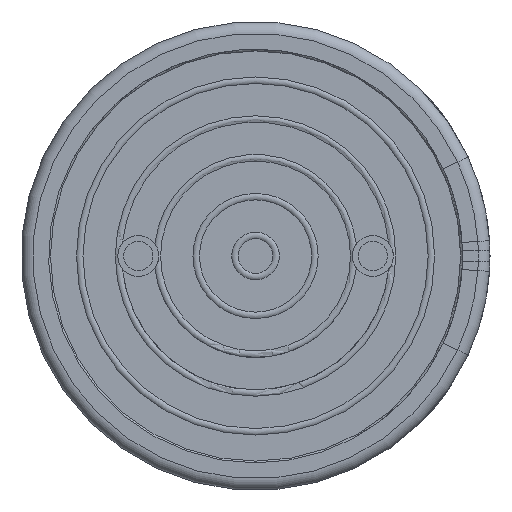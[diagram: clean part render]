
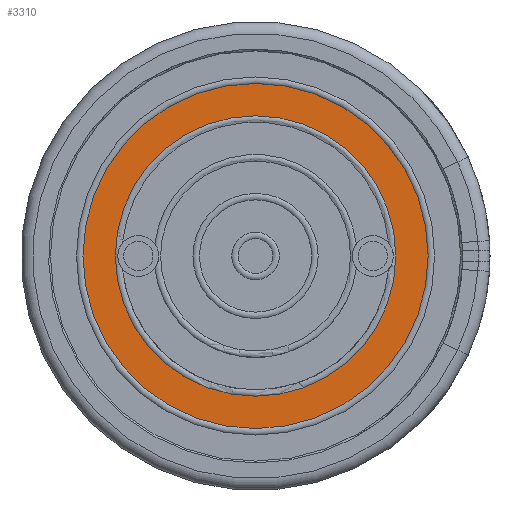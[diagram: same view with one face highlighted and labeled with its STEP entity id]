
A CAD part, front view. The second image highlights one B-rep face of the part: STEP entity #3310.
In plain terms, the highlighted planar face has unit normal (0, -1, 0).
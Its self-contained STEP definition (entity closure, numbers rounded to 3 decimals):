
#65=FACE_BOUND('',#495,.T.);
#225=PLANE('',#3691);
#348=FACE_OUTER_BOUND('',#494,.T.);
#494=EDGE_LOOP('',(#2962,#2963));
#495=EDGE_LOOP('',(#2964,#2965));
#1024=CIRCLE('',#3659,2.945);
#1025=CIRCLE('',#3660,2.945);
#1047=CIRCLE('',#3689,2.393);
#1048=CIRCLE('',#3690,2.393);
#1447=VERTEX_POINT('',#6462);
#1448=VERTEX_POINT('',#6463);
#1467=VERTEX_POINT('',#6516);
#1468=VERTEX_POINT('',#6517);
#1951=EDGE_CURVE('',#1447,#1448,#1024,.T.);
#1952=EDGE_CURVE('',#1448,#1447,#1025,.T.);
#1978=EDGE_CURVE('',#1467,#1468,#1047,.T.);
#1979=EDGE_CURVE('',#1468,#1467,#1048,.T.);
#2962=ORIENTED_EDGE('',*,*,#1951,.T.);
#2963=ORIENTED_EDGE('',*,*,#1952,.T.);
#2964=ORIENTED_EDGE('',*,*,#1978,.T.);
#2965=ORIENTED_EDGE('',*,*,#1979,.T.);
#3310=ADVANCED_FACE('',(#348,#65),#225,.T.);
#3659=AXIS2_PLACEMENT_3D('',#6464,#4476,#4477);
#3660=AXIS2_PLACEMENT_3D('',#6465,#4478,#4479);
#3689=AXIS2_PLACEMENT_3D('',#6518,#4540,#4541);
#3690=AXIS2_PLACEMENT_3D('',#6519,#4542,#4543);
#3691=AXIS2_PLACEMENT_3D('',#6521,#4545,#4546);
#4476=DIRECTION('center_axis',(0.,-1.,0.));
#4477=DIRECTION('ref_axis',(-1.,0.,0.));
#4478=DIRECTION('center_axis',(0.,-1.,0.));
#4479=DIRECTION('ref_axis',(-1.,0.,0.));
#4540=DIRECTION('center_axis',(0.,1.,0.));
#4541=DIRECTION('ref_axis',(-1.,0.,0.));
#4542=DIRECTION('center_axis',(0.,1.,0.));
#4543=DIRECTION('ref_axis',(-1.,0.,0.));
#4545=DIRECTION('center_axis',(0.,-1.,0.));
#4546=DIRECTION('ref_axis',(0.,0.,-1.));
#6462=CARTESIAN_POINT('',(-2.945,0.1,0.));
#6463=CARTESIAN_POINT('',(2.945,0.1,0.));
#6464=CARTESIAN_POINT('Origin',(0.,0.1,0.));
#6465=CARTESIAN_POINT('Origin',(0.,0.1,0.));
#6516=CARTESIAN_POINT('',(-2.393,0.1,0.));
#6517=CARTESIAN_POINT('',(2.393,0.1,0.));
#6518=CARTESIAN_POINT('Origin',(0.,0.1,0.));
#6519=CARTESIAN_POINT('Origin',(0.,0.1,0.));
#6521=CARTESIAN_POINT('Origin',(0.,0.1,0.));
